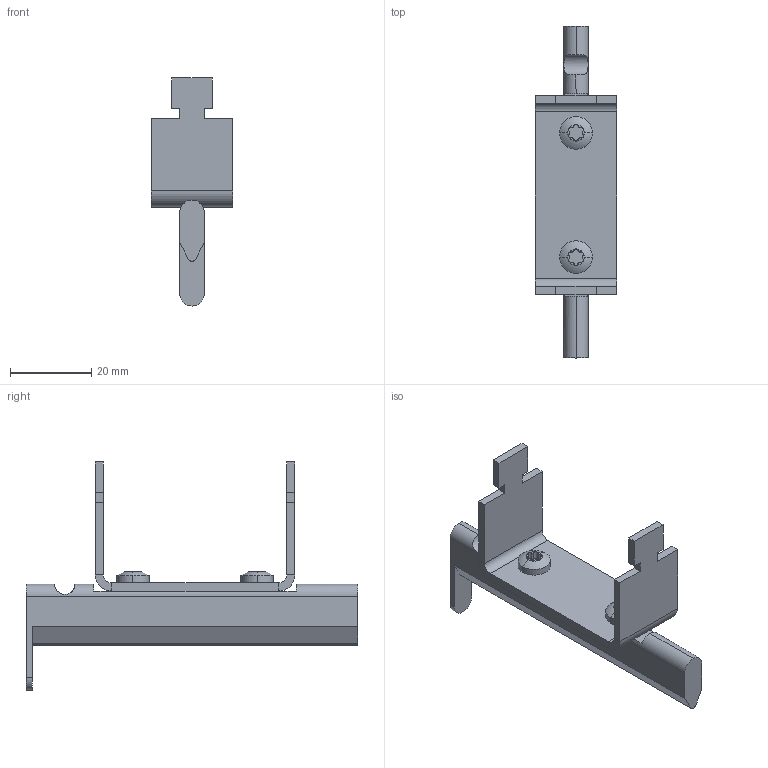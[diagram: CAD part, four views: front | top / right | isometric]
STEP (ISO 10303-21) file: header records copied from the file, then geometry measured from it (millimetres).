
FILE_DESCRIPTION(('STEP AP214'),'1');
FILE_NAME('cctmp_53B39F1C-BEDC-4BA6-A36F-AF55BF0158DD_2023_04_14_19_06_54_0952..stp','2023-04-14T17:06:55',('SIEMENS A&D'),('CADClick - www.CADClick.com'),'Spatial InterOp 3D postprocessed',' ','unknown authorization');
FILE_SCHEMA(('AUTOMOTIVE_DESIGN'));
Length unit declared in the file: millimetre
Products named in the file (1): 2023_04_14_19_06_54_0952
Bounding box: 20 x 81.5 x 56 mm (x, y, z)
Volume: 9867.9 mm3; surface area: 7214.2 mm2
Topology: 1 solids, 1 shells, 114 faces, 332 edges, 222 vertices
Faces by surface type: plane 60, cylinder 50, torus 4
Entity records: 6569 total; most frequent: CARTESIAN_POINT 842, DIRECTION 704, STYLED_ITEM 668, PRESENTATION_STYLE_ASSIGNMENT 668, ORIENTED_EDGE 664, EDGE_CURVE 332, CURVE_STYLE 332, DRAUGHTING_PRE_DEFINED_CURVE_FONT 332
